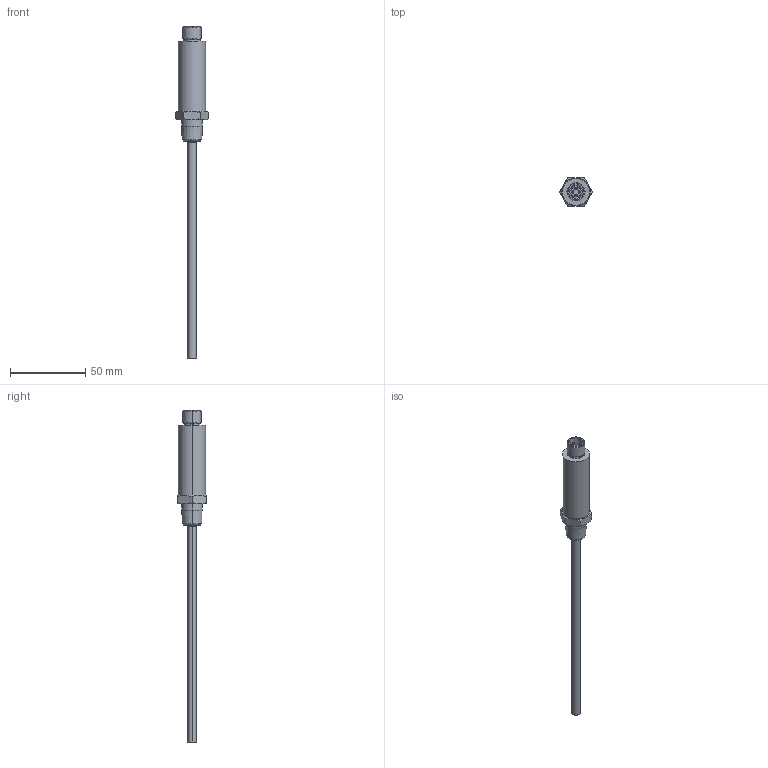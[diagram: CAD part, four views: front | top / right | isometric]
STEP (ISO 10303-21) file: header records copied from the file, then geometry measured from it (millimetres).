
FILE_DESCRIPTION (( 'STEP AP214' ), '1' );
FILE_NAME ('XTP25N-150-N40140F.step', '2016-08-22T18:12:15', ( '' ), ( '' ), 'SwSTEP 2.0', 'SolidWorks 2015', '' );
FILE_SCHEMA (( 'AUTOMOTIVE_DESIGN' ));
Length unit declared in the file: millimetre
Products named in the file (1): XTP25N-150-N40140F
Bounding box: 21.94 x 19 x 221 mm (x, y, z)
Volume: 20060.2 mm3; surface area: 7888.9 mm2
Topology: 1 solids, 2 shells, 117 faces, 263 edges, 162 vertices
Faces by surface type: plane 43, cone 34, cylinder 34, torus 4, bspline 2
Entity records: 3419 total; most frequent: CARTESIAN_POINT 757, DIRECTION 579, ORIENTED_EDGE 526, EDGE_CURVE 263, AXIS2_PLACEMENT_3D 240, VERTEX_POINT 162, EDGE_LOOP 129, CIRCLE 124
